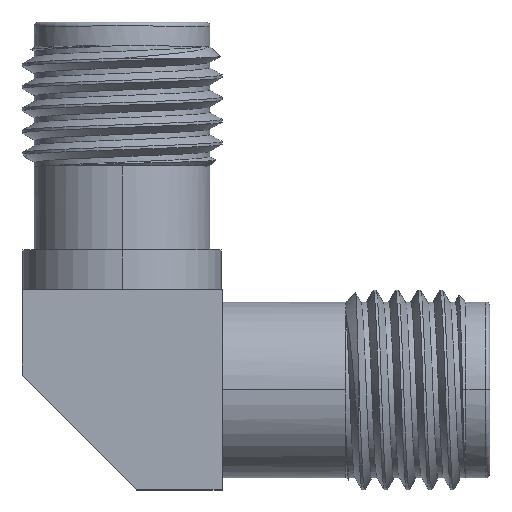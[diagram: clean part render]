
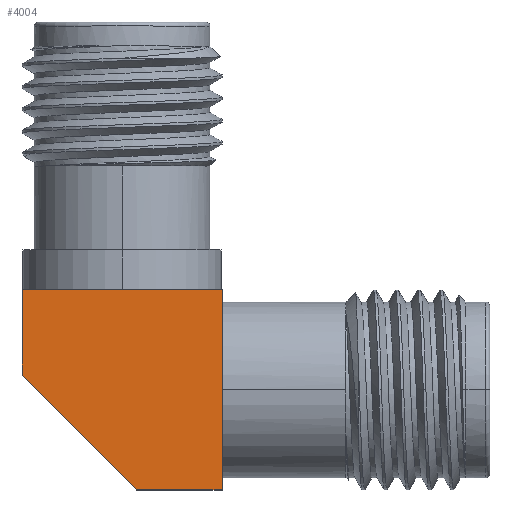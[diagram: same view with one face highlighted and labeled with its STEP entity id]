
A CAD part, top view. The second image highlights one B-rep face of the part: STEP entity #4004.
In plain terms, the highlighted planar face has unit normal (0, 0, 1).
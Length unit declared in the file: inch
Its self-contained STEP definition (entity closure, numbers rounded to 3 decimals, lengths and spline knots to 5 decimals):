
#86 = DIRECTION ( 'NONE',  ( -1., 0., 0. ) ) ;
#156 = DIRECTION ( 'NONE',  ( 0., 0., -1. ) ) ;
#291 = CARTESIAN_POINT ( 'NONE',  ( -0.125, -0.125, 0.125 ) ) ;
#292 = ORIENTED_EDGE ( 'NONE', *, *, #1197, .T. ) ;
#435 = VECTOR ( 'NONE', #4085, 39.37008 ) ;
#515 = LINE ( 'NONE', #1836, #4888 ) ;
#544 = ORIENTED_EDGE ( 'NONE', *, *, #2129, .T. ) ;
#583 = DIRECTION ( 'NONE',  ( 0., 1., 0. ) ) ;
#875 = ORIENTED_EDGE ( 'NONE', *, *, #1445, .T. ) ;
#1134 = DIRECTION ( 'NONE',  ( 0., -1., 0. ) ) ;
#1197 = EDGE_CURVE ( 'NONE', #2748, #3337, #515, .T. ) ;
#1231 = VECTOR ( 'NONE', #583, 39.37008 ) ;
#1445 = EDGE_CURVE ( 'NONE', #3337, #3896, #5423, .T. ) ;
#1462 = CARTESIAN_POINT ( 'NONE',  ( 0.125, -0.125, 0.125 ) ) ;
#1463 = EDGE_CURVE ( 'NONE', #4678, #3896, #2909, .T. ) ;
#1595 = DIRECTION ( 'NONE',  ( -0.707, 0.707, 0. ) ) ;
#1771 = EDGE_CURVE ( 'NONE', #4678, #3138, #3360, .T. ) ;
#1836 = CARTESIAN_POINT ( 'NONE',  ( -0.125, 0.125, 0.125 ) ) ;
#1973 = VECTOR ( 'NONE', #1595, 39.37008 ) ;
#2129 = EDGE_CURVE ( 'NONE', #3138, #2748, #3745, .T. ) ;
#2231 = CARTESIAN_POINT ( 'NONE',  ( -0.125, 0.125, 0.125 ) ) ;
#2563 = EDGE_LOOP ( 'NONE', ( #875, #4571, #3981, #544, #292 ) ) ;
#2748 = VERTEX_POINT ( 'NONE', #5340 ) ;
#2821 = FACE_OUTER_BOUND ( 'NONE', #2563, .T. ) ;
#2909 = LINE ( 'NONE', #3712, #1973 ) ;
#3103 = VECTOR ( 'NONE', #1134, 39.37008 ) ;
#3130 = DIRECTION ( 'NONE',  ( -1., 0., 0. ) ) ;
#3138 = VERTEX_POINT ( 'NONE', #3300 ) ;
#3149 = PLANE ( 'NONE',  #5326 ) ;
#3300 = CARTESIAN_POINT ( 'NONE',  ( 0.125, -0.125, 0.125 ) ) ;
#3337 = VERTEX_POINT ( 'NONE', #2231 ) ;
#3360 = LINE ( 'NONE', #291, #435 ) ;
#3419 = CARTESIAN_POINT ( 'NONE',  ( -0.125, 0.01838, 0.125 ) ) ;
#3678 = CARTESIAN_POINT ( 'NONE',  ( -0.125, -0.125, 0.125 ) ) ;
#3679 = CARTESIAN_POINT ( 'NONE',  ( 0.01838, -0.125, 0.125 ) ) ;
#3712 = CARTESIAN_POINT ( 'NONE',  ( -0.125, 0.01838, 0.125 ) ) ;
#3745 = LINE ( 'NONE', #1462, #1231 ) ;
#3896 = VERTEX_POINT ( 'NONE', #3419 ) ;
#3981 = ORIENTED_EDGE ( 'NONE', *, *, #1771, .T. ) ;
#4004 = ADVANCED_FACE ( 'NONE', ( #2821 ), #3149, .F. ) ;
#4085 = DIRECTION ( 'NONE',  ( 1., 0., 0. ) ) ;
#4571 = ORIENTED_EDGE ( 'NONE', *, *, #1463, .F. ) ;
#4678 = VERTEX_POINT ( 'NONE', #3679 ) ;
#4888 = VECTOR ( 'NONE', #86, 39.37008 ) ;
#5245 = CARTESIAN_POINT ( 'NONE',  ( 0., 0., 0.125 ) ) ;
#5326 = AXIS2_PLACEMENT_3D ( 'NONE', #5245, #156, #3130 ) ;
#5340 = CARTESIAN_POINT ( 'NONE',  ( 0.125, 0.125, 0.125 ) ) ;
#5423 = LINE ( 'NONE', #3678, #3103 ) ;
